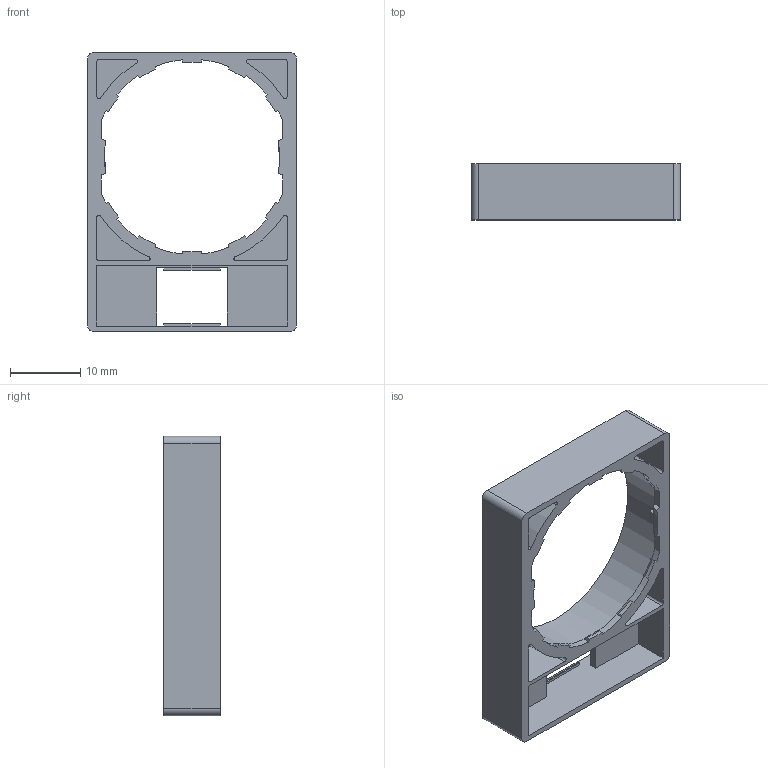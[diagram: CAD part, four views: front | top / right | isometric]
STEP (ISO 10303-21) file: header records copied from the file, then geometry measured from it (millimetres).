
FILE_DESCRIPTION((''),'2;1');
FILE_NAME('W415598020111_SW0001','2019-01-21T',('SESA46431'),('Schneider-Electric'),'PRO/ENGINEER BY PARAMETRIC TECHNOLOGY CORPORATION, 2015440','PRO/ENGINEER BY PARAMETRIC TECHNOLOGY CORPORATION, 2015440','');
FILE_SCHEMA(('CONFIG_CONTROL_DESIGN'));
Length unit declared in the file: millimetre
Products named in the file (1): W415598020111_SW0001
Bounding box: 29.8 x 8 x 39.8 mm (x, y, z)
Surface area: 4031.8 mm2 (no closed solid volume)
Topology: 0 solids, 1 shells, 139 faces, 386 edges, 256 vertices
Faces by surface type: plane 81, cylinder 48, cone 10
Entity records: 4562 total; most frequent: CARTESIAN_POINT 889, ORIENTED_EDGE 772, DIRECTION 746, EDGE_CURVE 386, VECTOR 260, LINE 260, VERTEX_POINT 256, AXIS2_PLACEMENT_3D 243
